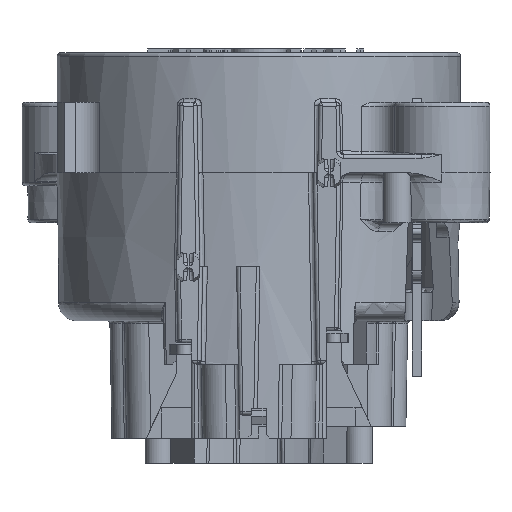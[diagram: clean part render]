
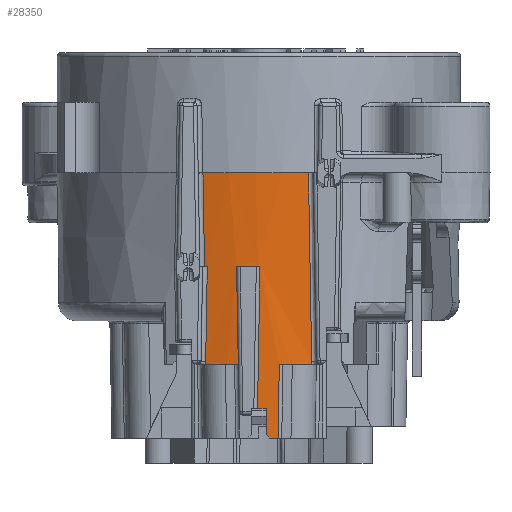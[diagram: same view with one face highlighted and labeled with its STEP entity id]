
A CAD part, front view. The second image highlights one B-rep face of the part: STEP entity #28350.
In plain terms, the highlighted conical face has half-angle 0.5 degrees and reference radius 10.837 mm.
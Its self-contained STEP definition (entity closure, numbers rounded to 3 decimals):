
#1915=CARTESIAN_POINT('',(0.,0.,-12.65));
#1916=DIRECTION('',(0.,0.,1.));
#1917=DIRECTION('',(0.056,-0.998,0.));
#1918=AXIS2_PLACEMENT_3D('',#1915,#1916,#1917);
#2520=DIRECTION('',(0.,-0.009,1.));
#2521=VECTOR('',#2520,0.55);
#2522=CARTESIAN_POINT('',(0.4,-10.769,-12.45));
#2523=LINE('',#2522,#2521);
#2654=CARTESIAN_POINT('',(-0.071,-10.787,
-11.203));
#2655=CARTESIAN_POINT('',(-0.025,-10.81,
-8.599));
#2656=CARTESIAN_POINT('',(0.02,-10.833,
-5.994));
#2657=CARTESIAN_POINT('',(0.065,-10.855,
-3.39));
#2659=CARTESIAN_POINT('',(0.,0.,-3.39));
#2660=DIRECTION('',(0.,0.,1.));
#2661=DIRECTION('',(-0.111,-0.994,0.));
#2662=AXIS2_PLACEMENT_3D('',#2659,#2660,#2661);
#2664=CARTESIAN_POINT('',(-1.201,-10.789,
-3.39));
#2665=CARTESIAN_POINT('',(-1.17,-10.777,
-5.143));
#2666=CARTESIAN_POINT('',(-1.14,-10.765,
-6.897));
#2667=CARTESIAN_POINT('',(-1.109,-10.753,
-8.65));
#2669=CARTESIAN_POINT('',(0.,0.,-8.65));
#2670=DIRECTION('',(0.,0.,-1.));
#2671=DIRECTION('',(-0.103,-0.995,0.));
#2672=AXIS2_PLACEMENT_3D('',#2669,#2670,#2671);
#2674=CARTESIAN_POINT('',(-2.871,-10.423,
-8.504));
#2675=CARTESIAN_POINT('',(-2.872,-10.422,
-8.53));
#2676=CARTESIAN_POINT('',(-2.878,-10.42,
-8.58));
#2677=CARTESIAN_POINT('',(-2.894,-10.415,
-8.627));
#2678=CARTESIAN_POINT('',(-2.905,-10.412,
-8.65));
#2680=CARTESIAN_POINT('',(-2.784,-10.493,
-3.39));
#2681=CARTESIAN_POINT('',(-2.798,-10.481,
-4.242));
#2682=CARTESIAN_POINT('',(-2.827,-10.458,
-5.945));
#2683=CARTESIAN_POINT('',(-2.857,-10.435,
-7.651));
#2684=CARTESIAN_POINT('',(-2.871,-10.423,
-8.504));
#2686=CARTESIAN_POINT('',(-3.018,-10.474,
1.69));
#2687=CARTESIAN_POINT('',(-3.009,-10.472,
1.146));
#2688=CARTESIAN_POINT('',(-2.989,-10.467,
0.013));
#2689=CARTESIAN_POINT('',(-2.96,-10.46,
-1.681));
#2690=CARTESIAN_POINT('',(-2.941,-10.455,
-2.831));
#2691=CARTESIAN_POINT('',(-2.931,-10.453,-3.39));
#2693=CARTESIAN_POINT('',(0.,0.,1.69));
#2694=DIRECTION('',(0.,0.,1.));
#2695=DIRECTION('',(-0.277,-0.961,0.));
#2696=AXIS2_PLACEMENT_3D('',#2693,#2694,#2695);
#2698=CARTESIAN_POINT('',(2.86,-10.426,
-8.504));
#2699=CARTESIAN_POINT('',(2.841,-10.441,
-7.369));
#2700=CARTESIAN_POINT('',(2.802,-10.472,
-5.101));
#2701=CARTESIAN_POINT('',(2.744,-10.519,
-1.703));
#2702=CARTESIAN_POINT('',(2.705,-10.549,
0.56));
#2703=CARTESIAN_POINT('',(2.686,-10.564,1.69));
#2705=CARTESIAN_POINT('',(2.894,-10.415,
-8.65));
#2706=CARTESIAN_POINT('',(2.883,-10.418,
-8.627));
#2707=CARTESIAN_POINT('',(2.867,-10.423,
-8.58));
#2708=CARTESIAN_POINT('',(2.86,-10.426,
-8.53));
#2709=CARTESIAN_POINT('',(2.86,-10.426,
-8.504));
#2711=CARTESIAN_POINT('',(0.,0.,-8.65));
#2712=DIRECTION('',(0.,0.,-1.));
#2713=DIRECTION('',(0.268,-0.963,0.));
#2714=AXIS2_PLACEMENT_3D('',#2711,#2712,#2713);
#2716=DIRECTION('',(0.,0.009,-1.));
#2717=VECTOR('',#2716,0.5);
#2718=CARTESIAN_POINT('',(0.4,-10.778,-11.4));
#2719=LINE('',#2718,#2717);
#2720=CARTESIAN_POINT('',(0.,0.,-11.4));
#2721=DIRECTION('',(0.,0.,1.));
#2722=DIRECTION('',(-0.025,-1.,0.));
#2723=AXIS2_PLACEMENT_3D('',#2720,#2721,#2722);
#7879=CARTESIAN_POINT('',(0.,0.,-3.39));
#7880=DIRECTION('',(0.,0.,1.));
#7881=DIRECTION('',(-0.27,-0.963,0.));
#7882=AXIS2_PLACEMENT_3D('',#7879,#7880,#7881);
#9985=CARTESIAN_POINT('',(1.039,-10.725,
-12.65));
#9986=CARTESIAN_POINT('',(1.062,-10.734,
-11.317));
#9987=CARTESIAN_POINT('',(1.086,-10.743,
-9.983));
#9988=CARTESIAN_POINT('',(1.109,-10.753,
-8.65));
#10796=CARTESIAN_POINT('',(-0.071,-10.787,
-11.203));
#10797=CARTESIAN_POINT('',(-0.071,-10.787,
-11.229));
#10798=CARTESIAN_POINT('',(-0.082,-10.787,
-11.281));
#10799=CARTESIAN_POINT('',(-0.127,-10.786,
-11.346));
#10800=CARTESIAN_POINT('',(-0.193,-10.784,
-11.39));
#10801=CARTESIAN_POINT('',(-0.245,-10.783,-11.4));
#10802=CARTESIAN_POINT('',(-0.271,-10.782,-11.4));
#14997=CARTESIAN_POINT('',(-2.784,-10.493,
-3.39));
#14999=CARTESIAN_POINT('',(-2.905,-10.412,
-8.65));
#16583=CARTESIAN_POINT('',(0.6,-10.758,-12.65));
#16584=CARTESIAN_POINT('',(0.533,-10.762,
-12.583));
#16585=CARTESIAN_POINT('',(0.467,-10.766,
-12.517));
#16586=CARTESIAN_POINT('',(0.4,-10.769,-12.45));
#21688=CARTESIAN_POINT('',(-1.201,-10.789,
-3.39));
#21690=VERTEX_POINT('',#21688);
#21703=CARTESIAN_POINT('',(-0.071,-10.787,
-11.203));
#21704=VERTEX_POINT('',#21703);
#21705=CARTESIAN_POINT('',(0.065,-10.855,
-3.39));
#21706=VERTEX_POINT('',#21705);
#22422=CARTESIAN_POINT('',(0.6,-10.758,-12.65));
#22423=VERTEX_POINT('',#22422);
#22424=CARTESIAN_POINT('',(0.4,-10.769,-12.45));
#22425=VERTEX_POINT('',#22424);
#22440=CARTESIAN_POINT('',(1.039,-10.725,-12.65));
#22441=VERTEX_POINT('',#22440);
#22442=VERTEX_POINT('',#9988);
#22527=VERTEX_POINT('',#2667);
#23305=VERTEX_POINT('',#2705);
#23306=VERTEX_POINT('',#2709);
#23310=VERTEX_POINT('',#2703);
#23312=VERTEX_POINT('',#14997);
#23313=VERTEX_POINT('',#14999);
#23316=VERTEX_POINT('',#2674);
#23317=VERTEX_POINT('',#2686);
#23318=VERTEX_POINT('',#2691);
#23992=CARTESIAN_POINT('',(0.4,-10.774,-11.9));
#23994=VERTEX_POINT('',#23992);
#24018=CARTESIAN_POINT('',(-0.271,-10.782,-11.4));
#24020=VERTEX_POINT('',#24018);
#24022=CARTESIAN_POINT('',(0.4,-10.778,-11.4));
#24023=VERTEX_POINT('',#24022);
#28308=CARTESIAN_POINT('',(0.,0.,-5.48));
#28309=DIRECTION('',(0.,0.,1.));
#28310=DIRECTION('',(0.,-1.,0.));
#28311=AXIS2_PLACEMENT_3D('',#28308,#28309,#28310);
#28312=CONICAL_SURFACE('',#28311,10.837,0.5);
#28314=ORIENTED_EDGE('',*,*,#28313,.F.);
#28316=ORIENTED_EDGE('',*,*,#28315,.T.);
#28318=ORIENTED_EDGE('',*,*,#28317,.F.);
#28320=ORIENTED_EDGE('',*,*,#28319,.T.);
#28322=ORIENTED_EDGE('',*,*,#28321,.T.);
#28324=ORIENTED_EDGE('',*,*,#28323,.F.);
#28326=ORIENTED_EDGE('',*,*,#28325,.F.);
#28328=ORIENTED_EDGE('',*,*,#28327,.F.);
#28330=ORIENTED_EDGE('',*,*,#28329,.F.);
#28332=ORIENTED_EDGE('',*,*,#28331,.T.);
#28334=ORIENTED_EDGE('',*,*,#28333,.F.);
#28336=ORIENTED_EDGE('',*,*,#28335,.F.);
#28338=ORIENTED_EDGE('',*,*,#28337,.T.);
#28340=ORIENTED_EDGE('',*,*,#28339,.F.);
#28341=ORIENTED_EDGE('',*,*,#26559,.F.);
#28343=ORIENTED_EDGE('',*,*,#28342,.T.);
#28344=ORIENTED_EDGE('',*,*,#28150,.T.);
#28346=ORIENTED_EDGE('',*,*,#28345,.F.);
#28347=ORIENTED_EDGE('',*,*,#28055,.F.);
#28348=EDGE_LOOP('',(#28314,#28316,#28318,#28320,#28322,#28324,#28326,#28328,
#28330,#28332,#28334,#28336,#28338,#28340,#28341,#28343,#28344,#28346,#28347));
#28349=FACE_OUTER_BOUND('',#28348,.F.);
#1919=CIRCLE('',#1918,10.775);
#2658=B_SPLINE_CURVE_WITH_KNOTS('',3,(#2654,#2655,#2656,#2657),.UNSPECIFIED.,
.F.,.F.,(4,4),(0.,1.),.UNSPECIFIED.);
#2663=CIRCLE('',#2662,10.856);
#2668=B_SPLINE_CURVE_WITH_KNOTS('',3,(#2664,#2665,#2666,#2667),.UNSPECIFIED.,
.F.,.F.,(4,4),(0.,1.),.UNSPECIFIED.);
#2673=CIRCLE('',#2672,10.81);
#2679=B_SPLINE_CURVE_WITH_KNOTS('',3,(#2674,#2675,#2676,#2677,#2678),
.UNSPECIFIED.,.F.,.F.,(4,1,4),(0.,0.5,1.),.UNSPECIFIED.);
#2685=B_SPLINE_CURVE_WITH_KNOTS('',3,(#2680,#2681,#2682,#2683,#2684),
.UNSPECIFIED.,.F.,.F.,(4,1,4),(0.,0.5,1.),.UNSPECIFIED.);
#2692=B_SPLINE_CURVE_WITH_KNOTS('',3,(#2686,#2687,#2688,#2689,#2690,#2691),
.UNSPECIFIED.,.F.,.F.,(4,1,1,4),(0.,0.321,0.67,1.),
.UNSPECIFIED.);
#2697=CIRCLE('',#2696,10.9);
#2704=B_SPLINE_CURVE_WITH_KNOTS('',3,(#2698,#2699,#2700,#2701,#2702,#2703),
.UNSPECIFIED.,.F.,.F.,(4,1,1,4),(0.,0.333,0.667,1.),
.UNSPECIFIED.);
#2710=B_SPLINE_CURVE_WITH_KNOTS('',3,(#2705,#2706,#2707,#2708,#2709),
.UNSPECIFIED.,.F.,.F.,(4,1,4),(0.,0.5,1.),.UNSPECIFIED.);
#2715=CIRCLE('',#2714,10.81);
#2724=CIRCLE('',#2723,10.786);
#7883=CIRCLE('',#7882,10.856);
#9989=B_SPLINE_CURVE_WITH_KNOTS('',3,(#9985,#9986,#9987,#9988),.UNSPECIFIED.,
.F.,.F.,(4,4),(0.,1.),.UNSPECIFIED.);
#10803=B_SPLINE_CURVE_WITH_KNOTS('',3,(#10796,#10797,#10798,#10799,#10800,
#10801,#10802),.UNSPECIFIED.,.F.,.F.,(4,1,1,1,4),(0.,0.25,0.5,0.75,
1.),.UNSPECIFIED.);
#16587=B_SPLINE_CURVE_WITH_KNOTS('',3,(#16583,#16584,#16585,#16586),
.UNSPECIFIED.,.F.,.F.,(4,4),(0.,1.),.UNSPECIFIED.);
#26559=EDGE_CURVE('',#22423,#22441,#1919,.T.);
#28055=EDGE_CURVE('',#24020,#24023,#2724,.T.);
#28150=EDGE_CURVE('',#22425,#23994,#2523,.T.);
#28313=EDGE_CURVE('',#21704,#24020,#10803,.T.);
#28315=EDGE_CURVE('',#21704,#21706,#2658,.T.);
#28317=EDGE_CURVE('',#21690,#21706,#2663,.T.);
#28319=EDGE_CURVE('',#21690,#22527,#2668,.T.);
#28321=EDGE_CURVE('',#22527,#23313,#2673,.T.);
#28323=EDGE_CURVE('',#23316,#23313,#2679,.T.);
#28325=EDGE_CURVE('',#23312,#23316,#2685,.T.);
#28327=EDGE_CURVE('',#23318,#23312,#7883,.T.);
#28329=EDGE_CURVE('',#23317,#23318,#2692,.T.);
#28331=EDGE_CURVE('',#23317,#23310,#2697,.T.);
#28333=EDGE_CURVE('',#23306,#23310,#2704,.T.);
#28335=EDGE_CURVE('',#23305,#23306,#2710,.T.);
#28337=EDGE_CURVE('',#23305,#22442,#2715,.T.);
#28339=EDGE_CURVE('',#22441,#22442,#9989,.T.);
#28342=EDGE_CURVE('',#22423,#22425,#16587,.T.);
#28345=EDGE_CURVE('',#24023,#23994,#2719,.T.);
#28350=ADVANCED_FACE('',(#28349),#28312,.T.);
